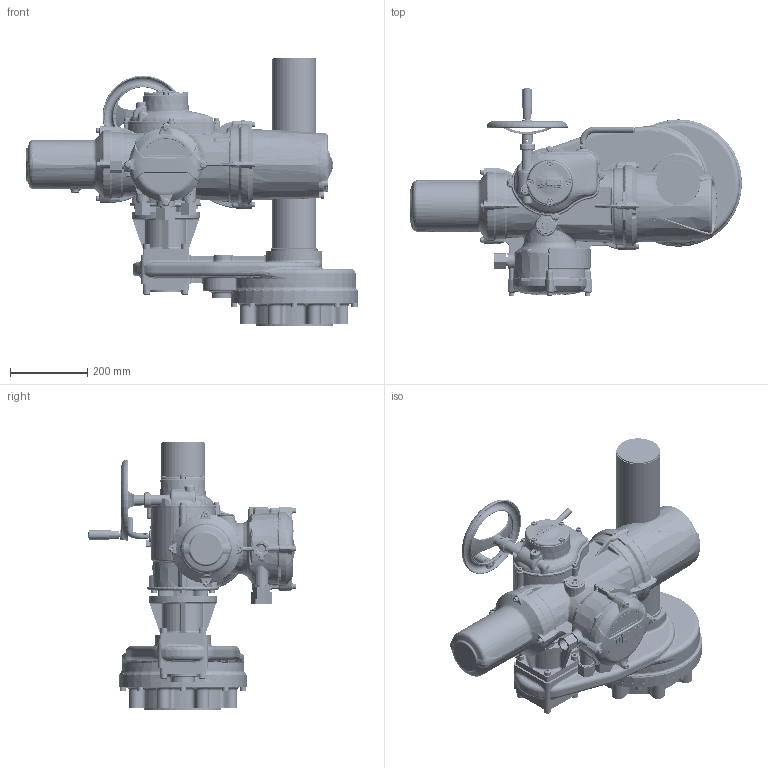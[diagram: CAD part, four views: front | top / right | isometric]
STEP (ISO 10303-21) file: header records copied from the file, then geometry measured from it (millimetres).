
FILE_DESCRIPTION(/* description */ ('Unknown'),/* implementation_level */ '2;1');
FILE_NAME(/* name */ 'II2SHWIS9STD',/* time_stamp */ '2019-04-25T14:06:49+01:00',/* author */ ('Unknown'),/* organization */ ('Unknown'),/* preprocessor_version */ 'ST-DEVELOPER v16.7',/* originating_system */ 'DEX',/* authorisation */ $);
FILE_SCHEMA (('AUTOMOTIVE_DESIGN {1 0 10303 214 3 1 1}'));
Length unit declared in the file: millimetre
Products named in the file (16): II2SHWIS9STD; GB-IS9-GCASE; GB-IS9-INFLG_F14; GB-IS9-CTUBE_500; GB-IS9-OUTFLG_F25; IQ3 20 SHW; II2-01-std; II0-20SHORT-std; II2-05-std; II2-04SHW-std; II2-04CAP-std; II0-20LONG-std; II0-55-std; II2-02B3B4_F14-std; II0-55-ADPIMP4-std; GB-IS9-INDPLATE
Assembly tree (15 placements, depth 3):
  II2SHWIS9STD
    GB-IS9-GCASE
    GB-IS9-INFLG_F14
    GB-IS9-CTUBE_500
    GB-IS9-OUTFLG_F25
    IQ3 20 SHW
      II2-01-std
      II0-20SHORT-std
      II2-05-std
      II2-04SHW-std
      II2-04CAP-std
      II0-20LONG-std
      II0-55-std
      II2-02B3B4_F14-std
    II0-55-ADPIMP4-std
    GB-IS9-INDPLATE
Bounding box: 860.3 x 537.85 x 694.35 mm (x, y, z)
Volume: 34694700 mm3; surface area: 3069588.3 mm2
Topology: 52 solids, 64 shells, 8252 faces, 20668 edges, 12394 vertices
Faces by surface type: bspline 2804, plane 2374, cylinder 1294, torus 821, cone 702, sphere 257
Full cylindrical faces by diameter (mm): 1.152 x2, 3 x8, 4.917 x1, 6 x4, 6.2 x2, 6.45 x16, 6.47 x16, 6.5 x1, 6.647 x2, 7 x4, 7.6 x4, 8 x33, 8.1 x2, 8.2 x1, 8.5 x4, 9 x4, 9.7 x2, 10 x10, 10.5 x8, 11.78 x1, 12 x8, 12.1 x1, 12.5 x4, 13 x21, 13.25 x4, 13.835 x8, 14 x5, 14.376 x1, 15.5 x1, 15.84 x1
Entity records: 367879 total; most frequent: CARTESIAN_POINT 142819, ORIENTED_EDGE 38490, DIRECTION 29389, EDGE_CURVE 19245, AXIS2_PLACEMENT_3D 12290, VERTEX_POINT 12006, FACE_BOUND 9273, EDGE_LOOP 9233
